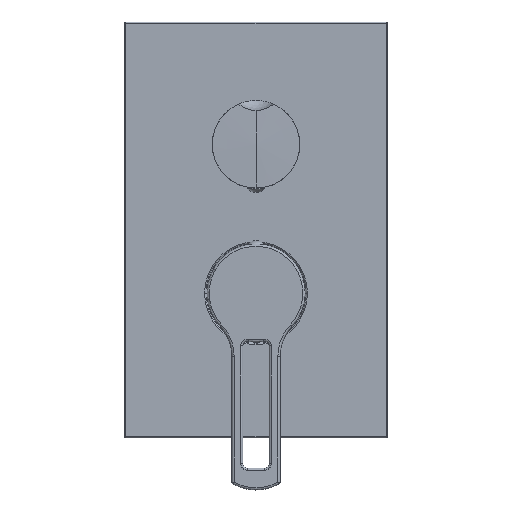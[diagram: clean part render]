
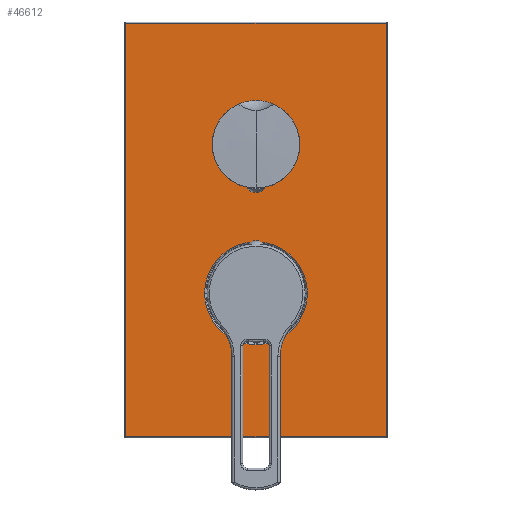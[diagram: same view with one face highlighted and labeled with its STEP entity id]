
A CAD part, top view. The second image highlights one B-rep face of the part: STEP entity #46612.
In plain terms, the highlighted planar face has unit normal (0, 0, 1).
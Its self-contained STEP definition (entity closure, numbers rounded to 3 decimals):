
#45084=DIRECTION('',(-1.,0.,0.));
#45085=VECTOR('',#45084,119.);
#45086=CARTESIAN_POINT('',(59.5,123.5,65.5));
#45087=LINE('',#45086,#45085);
#45088=DIRECTION('',(0.,1.,0.));
#45089=VECTOR('',#45088,189.);
#45090=CARTESIAN_POINT('',(59.5,-65.5,65.5));
#45091=LINE('',#45090,#45089);
#45092=DIRECTION('',(1.,0.,0.));
#45093=VECTOR('',#45092,119.);
#45094=CARTESIAN_POINT('',(-59.5,-65.5,65.5));
#45095=LINE('',#45094,#45093);
#45096=DIRECTION('',(0.,-1.,0.));
#45097=VECTOR('',#45096,189.);
#45098=CARTESIAN_POINT('',(-59.5,123.5,65.5));
#45099=LINE('',#45098,#45097);
#45100=CARTESIAN_POINT('',(0.,0.,65.5));
#45101=DIRECTION('',(0.,0.,-1.));
#45102=DIRECTION('',(1.,0.,0.));
#45103=AXIS2_PLACEMENT_3D('',#45100,#45101,#45102);
#45105=CARTESIAN_POINT('',(0.,0.,65.5));
#45106=DIRECTION('',(0.,0.,-1.));
#45107=DIRECTION('',(-1.,0.,0.));
#45108=AXIS2_PLACEMENT_3D('',#45105,#45106,#45107);
#45110=CARTESIAN_POINT('',(0.,68.,65.5));
#45111=DIRECTION('',(0.,0.,-1.));
#45112=DIRECTION('',(-1.,0.,0.));
#45113=AXIS2_PLACEMENT_3D('',#45110,#45111,#45112);
#45115=CARTESIAN_POINT('',(0.,68.,65.5));
#45116=DIRECTION('',(0.,0.,-1.));
#45117=DIRECTION('',(1.,0.,0.));
#45118=AXIS2_PLACEMENT_3D('',#45115,#45116,#45117);
#45775=CARTESIAN_POINT('',(59.5,123.5,65.5));
#45776=CARTESIAN_POINT('',(-59.5,123.5,65.5));
#45777=VERTEX_POINT('',#45775);
#45778=VERTEX_POINT('',#45776);
#45783=CARTESIAN_POINT('',(-59.5,-65.5,65.5));
#45784=VERTEX_POINT('',#45783);
#45789=CARTESIAN_POINT('',(59.5,-65.5,65.5));
#45790=VERTEX_POINT('',#45789);
#45795=CARTESIAN_POINT('',(23.5,0.,65.5));
#45796=CARTESIAN_POINT('',(-23.5,0.,65.5));
#45797=VERTEX_POINT('',#45795);
#45798=VERTEX_POINT('',#45796);
#45803=CARTESIAN_POINT('',(-10.5,68.,65.5));
#45804=CARTESIAN_POINT('',(10.5,68.,65.5));
#45805=VERTEX_POINT('',#45803);
#45806=VERTEX_POINT('',#45804);
#46586=CARTESIAN_POINT('',(0.,29.,65.5));
#46587=DIRECTION('',(0.,0.,1.));
#46588=DIRECTION('',(1.,0.,0.));
#46589=AXIS2_PLACEMENT_3D('',#46586,#46587,#46588);
#46590=PLANE('',#46589);
#46592=ORIENTED_EDGE('',*,*,#46591,.F.);
#46594=ORIENTED_EDGE('',*,*,#46593,.F.);
#46595=ORIENTED_EDGE('',*,*,#46569,.F.);
#46597=ORIENTED_EDGE('',*,*,#46596,.F.);
#46598=EDGE_LOOP('',(#46592,#46594,#46595,#46597));
#46599=FACE_OUTER_BOUND('',#46598,.F.);
#46601=ORIENTED_EDGE('',*,*,#46600,.F.);
#46603=ORIENTED_EDGE('',*,*,#46602,.F.);
#46604=EDGE_LOOP('',(#46601,#46603));
#46605=FACE_BOUND('',#46604,.F.);
#46607=ORIENTED_EDGE('',*,*,#46606,.F.);
#46609=ORIENTED_EDGE('',*,*,#46608,.F.);
#46610=EDGE_LOOP('',(#46607,#46609));
#46611=FACE_BOUND('',#46610,.F.);
#46612=ADVANCED_FACE('',(#46599,#46605,#46611),#46590,.T.);
#45104=CIRCLE('',#45103,23.5);
#45109=CIRCLE('',#45108,23.5);
#45114=CIRCLE('',#45113,10.5);
#45119=CIRCLE('',#45118,10.5);
#46569=EDGE_CURVE('',#45784,#45790,#45095,.T.);
#46591=EDGE_CURVE('',#45777,#45778,#45087,.T.);
#46593=EDGE_CURVE('',#45790,#45777,#45091,.T.);
#46596=EDGE_CURVE('',#45778,#45784,#45099,.T.);
#46600=EDGE_CURVE('',#45797,#45798,#45104,.T.);
#46602=EDGE_CURVE('',#45798,#45797,#45109,.T.);
#46606=EDGE_CURVE('',#45805,#45806,#45114,.T.);
#46608=EDGE_CURVE('',#45806,#45805,#45119,.T.);
